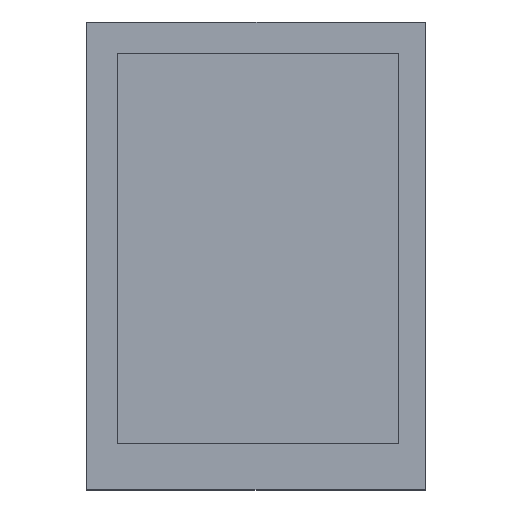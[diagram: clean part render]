
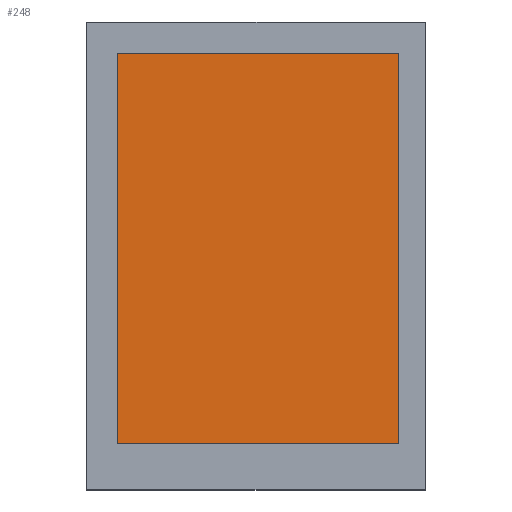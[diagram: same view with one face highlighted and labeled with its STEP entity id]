
A CAD part, top view. The second image highlights one B-rep face of the part: STEP entity #248.
In plain terms, the highlighted planar face has unit normal (0, 0, 1).
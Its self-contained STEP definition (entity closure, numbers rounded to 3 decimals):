
#10 = DIRECTION ( 'NONE',  ( 0., 1., 0. ) ) ;
#24 = EDGE_CURVE ( 'NONE', #55, #292, #198, .T. ) ;
#29 = CARTESIAN_POINT ( 'NONE',  ( 4.455, -62.333, 2.5 ) ) ;
#30 = LINE ( 'NONE', #284, #272 ) ;
#35 = CARTESIAN_POINT ( 'NONE',  ( 4.455, -4.633, 2.5 ) ) ;
#37 = DIRECTION ( 'NONE',  ( 0., -1., 0. ) ) ;
#39 = CARTESIAN_POINT ( 'NONE',  ( 4.455, -4.633, 2.5 ) ) ;
#44 = EDGE_CURVE ( 'NONE', #246, #55, #252, .T. ) ;
#45 = CARTESIAN_POINT ( 'NONE',  ( 46.031, -62.333, 2.5 ) ) ;
#46 = EDGE_LOOP ( 'NONE', ( #222, #166, #310, #148 ) ) ;
#55 = VERTEX_POINT ( 'NONE', #29 ) ;
#104 = CARTESIAN_POINT ( 'NONE',  ( 46.031, -4.633, 2.5 ) ) ;
#128 = PLANE ( 'NONE',  #229 ) ;
#145 = EDGE_CURVE ( 'NONE', #292, #330, #30, .T. ) ;
#148 = ORIENTED_EDGE ( 'NONE', *, *, #342, .T. ) ;
#152 = CARTESIAN_POINT ( 'NONE',  ( 4.455, -4.633, 2.5 ) ) ;
#166 = ORIENTED_EDGE ( 'NONE', *, *, #24, .T. ) ;
#198 = LINE ( 'NONE', #233, #276 ) ;
#206 = DIRECTION ( 'NONE',  ( 1., 0., 0. ) ) ;
#222 = ORIENTED_EDGE ( 'NONE', *, *, #44, .T. ) ;
#229 = AXIS2_PLACEMENT_3D ( 'NONE', #337, #244, #314 ) ;
#233 = CARTESIAN_POINT ( 'NONE',  ( 4.455, -62.333, 2.5 ) ) ;
#238 = DIRECTION ( 'NONE',  ( -1., 0., 0. ) ) ;
#244 = DIRECTION ( 'NONE',  ( 0., 0., 1. ) ) ;
#246 = VERTEX_POINT ( 'NONE', #39 ) ;
#248 = ADVANCED_FACE ( 'NONE', ( #339 ), #128, .T. ) ;
#252 = LINE ( 'NONE', #35, #309 ) ;
#268 = LINE ( 'NONE', #152, #300 ) ;
#272 = VECTOR ( 'NONE', #10, 1000. ) ;
#276 = VECTOR ( 'NONE', #206, 1000. ) ;
#284 = CARTESIAN_POINT ( 'NONE',  ( 46.031, -4.633, 2.5 ) ) ;
#292 = VERTEX_POINT ( 'NONE', #45 ) ;
#300 = VECTOR ( 'NONE', #238, 1000. ) ;
#309 = VECTOR ( 'NONE', #37, 1000. ) ;
#310 = ORIENTED_EDGE ( 'NONE', *, *, #145, .T. ) ;
#314 = DIRECTION ( 'NONE',  ( 1., 0., 0. ) ) ;
#330 = VERTEX_POINT ( 'NONE', #104 ) ;
#337 = CARTESIAN_POINT ( 'NONE',  ( 0., 0., 2.5 ) ) ;
#339 = FACE_OUTER_BOUND ( 'NONE', #46, .T. ) ;
#342 = EDGE_CURVE ( 'NONE', #330, #246, #268, .T. ) ;
